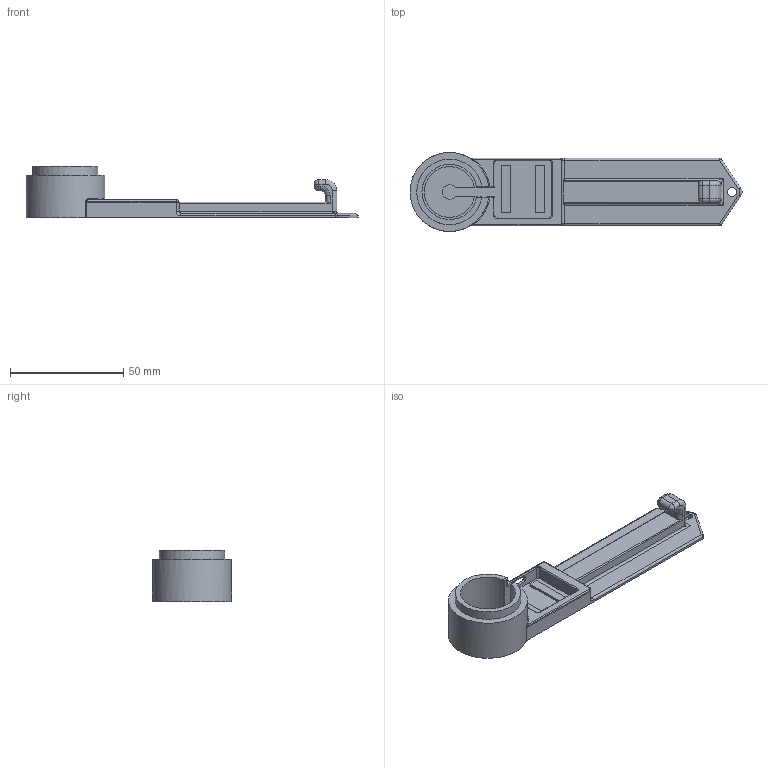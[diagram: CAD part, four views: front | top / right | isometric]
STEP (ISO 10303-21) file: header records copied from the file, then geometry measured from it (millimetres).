
FILE_DESCRIPTION(/* description */ (''),/* implementation_level */ '2;1');
FILE_NAME(/* name */ 'frame_B.step',/* time_stamp */ '2024-10-31T23:32:01+09:00',/* author */ (''),/* organization */ (''),/* preprocessor_version */ 'ST-DEVELOPER v20',/* originating_system */ 'Autodesk Translation Framework v13.20.0.188',/* authorisation */ '');
FILE_SCHEMA (('AUTOMOTIVE_DESIGN { 1 0 10303 214 3 1 1 }'));
Length unit declared in the file: millimetre
Products named in the file (1): frame
Bounding box: 146.88 x 35 x 23 mm (x, y, z)
Volume: 24224.7 mm3; surface area: 15056.2 mm2
Topology: 1 solids, 1 shells, 164 faces, 400 edges, 232 vertices
Faces by surface type: cylinder 77, plane 46, torus 19, bspline 14, sphere 8
Full cylindrical faces by diameter (mm): 4 x1
Entity records: 5063 total; most frequent: CARTESIAN_POINT 1184, DIRECTION 851, ORIENTED_EDGE 784, EDGE_CURVE 392, AXIS2_PLACEMENT_3D 326, VERTEX_POINT 232, LINE 199, VECTOR 199
